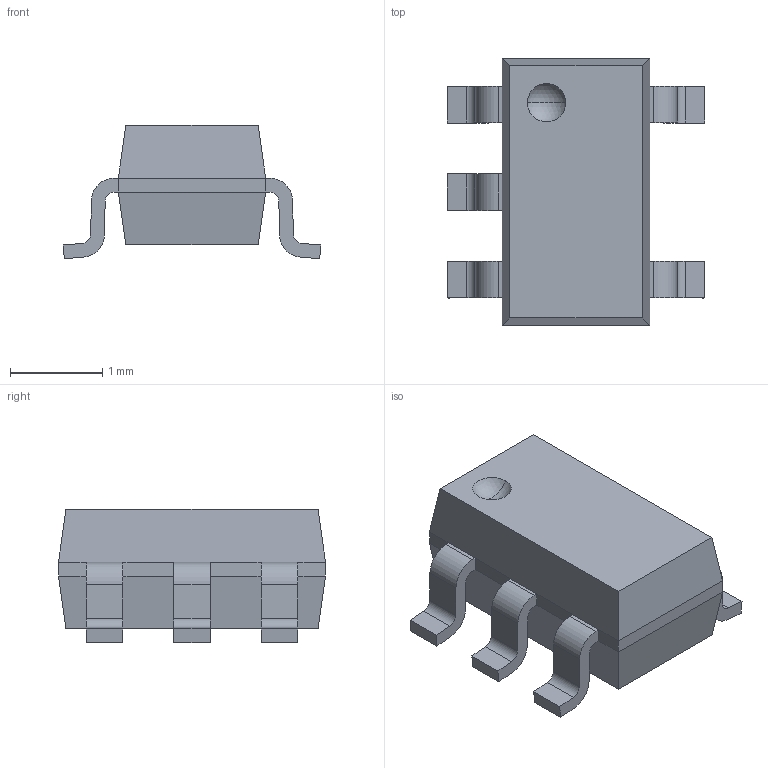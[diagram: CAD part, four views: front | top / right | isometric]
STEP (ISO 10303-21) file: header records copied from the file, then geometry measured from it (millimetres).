
FILE_DESCRIPTION(('FreeCAD Model'),'2;1');
FILE_NAME('SOT_23_5.step','2018-02-15T08:09:05',( 'kicad StepUp'),('ksu MCAD'),'Open CASCADE STEP processor 6.8', 'FreeCAD','Unknown');
FILE_SCHEMA(('AUTOMOTIVE_DESIGN_CC2 { 1 2 10303 214 -1 1 5 4 }'));
Length unit declared in the file: millimetre
Products named in the file (1): SOT_23_5
Bounding box: 2.8 x 2.9 x 1.45 mm (x, y, z)
Volume: 6 mm3; surface area: 25.6 mm2
Topology: 1 solids, 1 shells, 86 faces, 221 edges, 138 vertices
Faces by surface type: plane 64, cylinder 20, sphere 2
Entity records: 3180 total; most frequent: CARTESIAN_POINT 446, ORIENTED_EDGE 442, DIRECTION 438, EDGE_CURVE 221, LINE 178, VECTOR 178, VERTEX_POINT 138, AXIS2_PLACEMENT_3D 130
